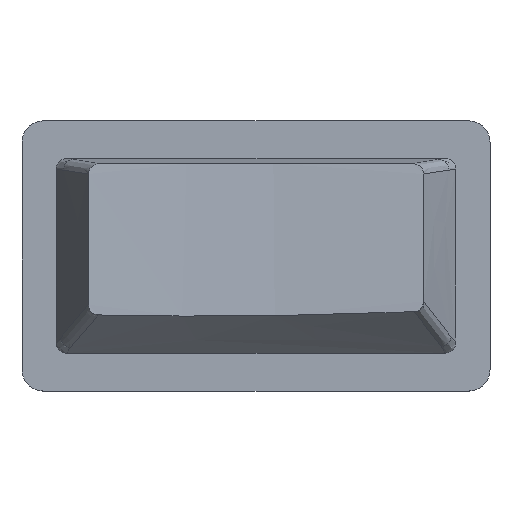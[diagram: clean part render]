
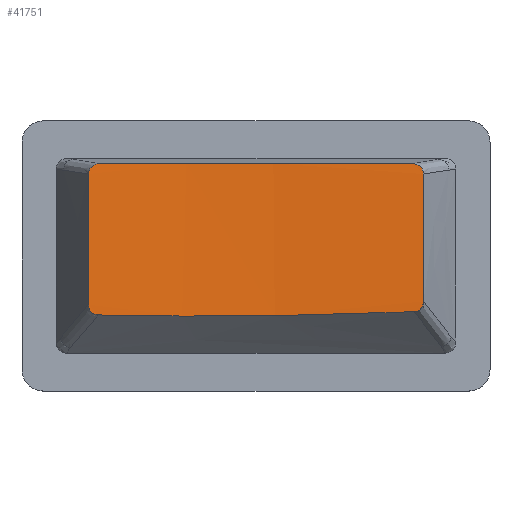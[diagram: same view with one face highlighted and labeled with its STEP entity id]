
A CAD part, top view. The second image highlights one B-rep face of the part: STEP entity #41751.
In plain terms, the highlighted cylindrical face has radius 230 mm (diameter 460 mm), a partial arc.
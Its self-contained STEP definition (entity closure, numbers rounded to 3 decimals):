
#38928=CARTESIAN_POINT('',(-15.5,-4.532,
8.977));
#38929=CARTESIAN_POINT('',(-15.5,-4.62,
8.984));
#38930=CARTESIAN_POINT('',(-15.479,-4.788,
8.994));
#38931=CARTESIAN_POINT('',(-15.386,-5.023,
9.005));
#38932=CARTESIAN_POINT('',(-15.246,-5.212,
9.009));
#38933=CARTESIAN_POINT('',(-15.063,-5.359,
9.008));
#38934=CARTESIAN_POINT('',(-14.835,-5.457,
9.));
#38935=CARTESIAN_POINT('',(-14.675,-5.48,
8.991));
#38936=CARTESIAN_POINT('',(-14.591,-5.482,
8.986));
#38938=CARTESIAN_POINT('',(-14.493,8.507,
7.97));
#38939=CARTESIAN_POINT('',(-14.574,8.506,
7.975));
#38940=CARTESIAN_POINT('',(-14.729,8.489,
7.986));
#38941=CARTESIAN_POINT('',(-14.951,8.415,
8.006));
#38942=CARTESIAN_POINT('',(-15.141,8.3,
8.027));
#38943=CARTESIAN_POINT('',(-15.293,8.154,
8.047));
#38944=CARTESIAN_POINT('',(-15.413,7.972,
8.068));
#38945=CARTESIAN_POINT('',(-15.485,7.767,
8.088));
#38946=CARTESIAN_POINT('',(-15.5,7.63,
8.099));
#38947=CARTESIAN_POINT('',(-15.5,7.561,
8.104));
#38949=CARTESIAN_POINT('',(15.5,7.561,8.104));
#38950=CARTESIAN_POINT('',(15.5,7.63,8.099));
#38951=CARTESIAN_POINT('',(15.485,7.767,8.088));
#38952=CARTESIAN_POINT('',(15.413,7.972,8.068));
#38953=CARTESIAN_POINT('',(15.293,8.154,8.047));
#38954=CARTESIAN_POINT('',(15.14,8.3,8.026));
#38955=CARTESIAN_POINT('',(14.95,8.415,8.006));
#38956=CARTESIAN_POINT('',(14.729,8.489,7.986));
#38957=CARTESIAN_POINT('',(14.574,8.506,7.975));
#38958=CARTESIAN_POINT('',(14.493,8.507,7.97));
#38960=CARTESIAN_POINT('',(14.625,-5.181,
8.967));
#38961=CARTESIAN_POINT('',(14.706,-5.178,
8.972));
#38962=CARTESIAN_POINT('',(14.86,-5.152,
8.98));
#38963=CARTESIAN_POINT('',(15.08,-5.052,
8.987));
#38964=CARTESIAN_POINT('',(15.256,-4.905,
8.988));
#38965=CARTESIAN_POINT('',(15.39,-4.718,
8.983));
#38966=CARTESIAN_POINT('',(15.48,-4.486,
8.973));
#38967=CARTESIAN_POINT('',(15.5,-4.318,
8.962));
#38968=CARTESIAN_POINT('',(15.5,-4.23,
8.955));
#38970=CARTESIAN_POINT('',(14.625,-5.181,
8.967));
#38971=CARTESIAN_POINT('',(13.197,-5.244,
8.88));
#38972=CARTESIAN_POINT('',(10.205,-5.361,
8.724));
#38973=CARTESIAN_POINT('',(5.199,-5.498,
8.562));
#38974=CARTESIAN_POINT('',(0.002,-5.578,
8.509));
#38975=CARTESIAN_POINT('',(-5.187,-5.597,
8.569));
#38976=CARTESIAN_POINT('',(-10.179,-5.561,
8.737));
#38977=CARTESIAN_POINT('',(-13.165,-5.511,
8.897));
#38978=CARTESIAN_POINT('',(-14.591,-5.482,
8.986));
#39004=DIRECTION('',(0.,0.997,-0.072));
#39005=VECTOR('',#39004,12.124);
#39006=CARTESIAN_POINT('',(-15.5,-4.532,
8.977));
#39007=LINE('',#39006,#39005);
#39025=CARTESIAN_POINT('',(14.493,8.507,7.97));
#39026=CARTESIAN_POINT('',(4.831,8.558,7.354));
#39027=CARTESIAN_POINT('',(-4.831,8.558,
7.354));
#39028=CARTESIAN_POINT('',(-14.493,8.507,
7.97));
#39062=DIRECTION('',(0.,0.997,-0.072));
#39063=VECTOR('',#39062,11.821);
#39064=CARTESIAN_POINT('',(15.5,-4.23,
8.955));
#39065=LINE('',#39064,#39063);
#41032=VERTEX_POINT('',#38928);
#41033=VERTEX_POINT('',#38936);
#41044=VERTEX_POINT('',#38960);
#41045=VERTEX_POINT('',#38968);
#41056=VERTEX_POINT('',#38949);
#41057=VERTEX_POINT('',#38958);
#41068=VERTEX_POINT('',#38938);
#41069=VERTEX_POINT('',#38947);
#41730=CARTESIAN_POINT('',(0.,10.071,237.998));
#41731=DIRECTION('',(0.,0.997,-0.072));
#41732=DIRECTION('',(0.,0.072,0.997));
#41733=AXIS2_PLACEMENT_3D('',#41730,#41731,#41732);
#41734=CYLINDRICAL_SURFACE('',#41733,230.);
#41735=ORIENTED_EDGE('',*,*,#41720,.F.);
#41737=ORIENTED_EDGE('',*,*,#41736,.T.);
#41739=ORIENTED_EDGE('',*,*,#41738,.F.);
#41741=ORIENTED_EDGE('',*,*,#41740,.F.);
#41743=ORIENTED_EDGE('',*,*,#41742,.F.);
#41745=ORIENTED_EDGE('',*,*,#41744,.F.);
#41747=ORIENTED_EDGE('',*,*,#41746,.F.);
#41748=ORIENTED_EDGE('',*,*,#41679,.T.);
#41749=EDGE_LOOP('',(#41735,#41737,#41739,#41741,#41743,#41745,#41747,#41748));
#41750=FACE_OUTER_BOUND('',#41749,.F.);
#41751=ADVANCED_FACE('',(#41750),#41734,.F.);
#38937=B_SPLINE_CURVE_WITH_KNOTS('',3,(#38928,#38929,#38930,#38931,#38932,
#38933,#38934,#38935,#38936),.UNSPECIFIED.,.F.,.F.,(4,1,1,1,1,1,4),(0.,
0.167,0.333,0.5,0.667,0.833,
1.),.UNSPECIFIED.);
#38948=B_SPLINE_CURVE_WITH_KNOTS('',3,(#38938,#38939,#38940,#38941,#38942,
#38943,#38944,#38945,#38946,#38947),.UNSPECIFIED.,.F.,.F.,(4,1,1,1,1,1,1,4),(
0.,0.143,0.286,0.429,0.571,
0.714,0.857,1.),.UNSPECIFIED.);
#38959=B_SPLINE_CURVE_WITH_KNOTS('',3,(#38949,#38950,#38951,#38952,#38953,
#38954,#38955,#38956,#38957,#38958),.UNSPECIFIED.,.F.,.F.,(4,1,1,1,1,1,1,4),(
0.,0.143,0.286,0.429,0.571,
0.714,0.857,1.),.UNSPECIFIED.);
#38969=B_SPLINE_CURVE_WITH_KNOTS('',3,(#38960,#38961,#38962,#38963,#38964,
#38965,#38966,#38967,#38968),.UNSPECIFIED.,.F.,.F.,(4,1,1,1,1,1,4),(0.,
0.167,0.333,0.5,0.667,0.833,
1.),.UNSPECIFIED.);
#38979=B_SPLINE_CURVE_WITH_KNOTS('',3,(#38970,#38971,#38972,#38973,#38974,
#38975,#38976,#38977,#38978),.UNSPECIFIED.,.F.,.F.,(4,1,1,1,1,1,4),(0.,
0.167,0.333,0.5,0.667,0.833,
1.),.UNSPECIFIED.);
#39029=B_SPLINE_CURVE_WITH_KNOTS('',3,(#39025,#39026,#39027,#39028),
.UNSPECIFIED.,.F.,.F.,(4,4),(0.,1.),.UNSPECIFIED.);
#41679=EDGE_CURVE('',#41044,#41033,#38979,.T.);
#41720=EDGE_CURVE('',#41032,#41033,#38937,.T.);
#41736=EDGE_CURVE('',#41032,#41069,#39007,.T.);
#41738=EDGE_CURVE('',#41068,#41069,#38948,.T.);
#41740=EDGE_CURVE('',#41057,#41068,#39029,.T.);
#41742=EDGE_CURVE('',#41056,#41057,#38959,.T.);
#41744=EDGE_CURVE('',#41045,#41056,#39065,.T.);
#41746=EDGE_CURVE('',#41044,#41045,#38969,.T.);
